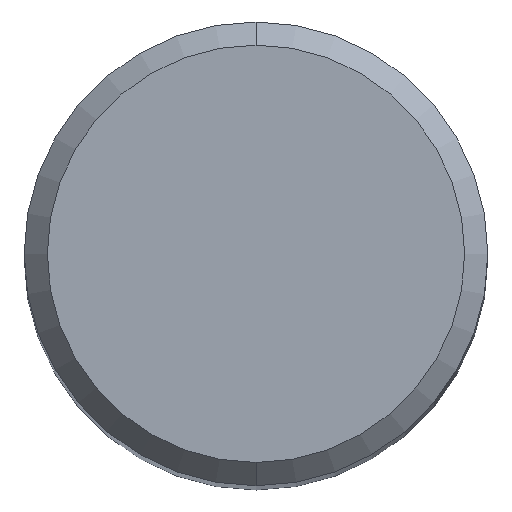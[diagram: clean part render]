
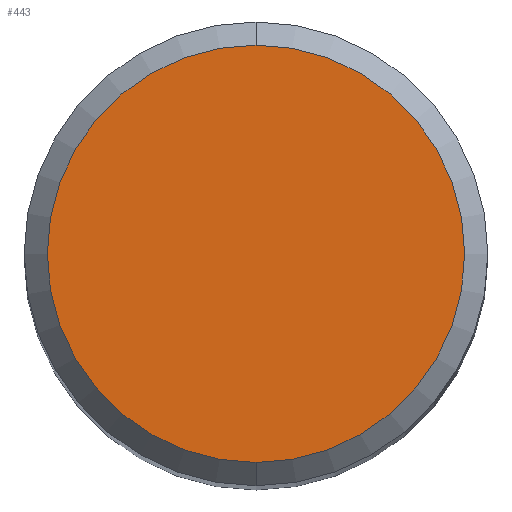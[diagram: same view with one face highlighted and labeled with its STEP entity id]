
A CAD part, top view. The second image highlights one B-rep face of the part: STEP entity #443.
In plain terms, the highlighted planar face has unit normal (0, 0, 1).
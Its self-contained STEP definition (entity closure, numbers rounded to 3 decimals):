
#387=VERTEX_POINT('',#967);
#443=ADVANCED_FACE('',(#1025),#1026,.T.);
#681=VERTEX_POINT('',#1286);
#793=EDGE_CURVE('',#681,#387,#1408,.T.);
#809=EDGE_CURVE('',#387,#681,#1426,.T.);
#967=CARTESIAN_POINT('',(0.,-4.5,0.0));
#1025=FACE_OUTER_BOUND('',#2032,.T.);
#1026=PLANE('',#2033);
#1286=CARTESIAN_POINT('',(0.0,4.5,0.0));
#1408=CIRCLE('',#5817,4.5);
#1426=CIRCLE('',#5883,4.5);
#2032=EDGE_LOOP('',(#6194,#6195));
#2033=AXIS2_PLACEMENT_3D('',#6196,#6197,#6198);
#5817=AXIS2_PLACEMENT_3D('',#6603,#6604,#6605);
#5883=AXIS2_PLACEMENT_3D('',#6623,#6624,#6625);
#6194=ORIENTED_EDGE('',*,*,#793,.F.);
#6195=ORIENTED_EDGE('',*,*,#809,.F.);
#6196=CARTESIAN_POINT('',(0.0,2.25,0.0));
#6197=DIRECTION('',(-0.0,0.0,1.0));
#6198=DIRECTION('',(0.0,-1.0,0.0));
#6603=CARTESIAN_POINT('',(0.0,0.0,0.0));
#6604=DIRECTION('',(0.0,0.0,-1.0));
#6605=DIRECTION('',(0.0,1.0,0.0));
#6623=CARTESIAN_POINT('',(0.0,0.0,0.0));
#6624=DIRECTION('',(0.0,0.0,-1.0));
#6625=DIRECTION('',(0.0,1.0,0.0));
